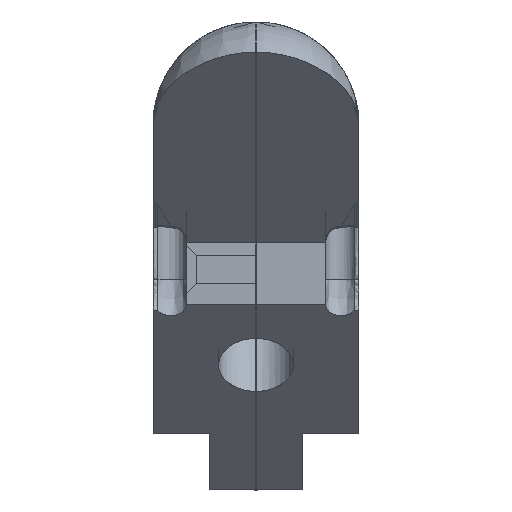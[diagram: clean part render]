
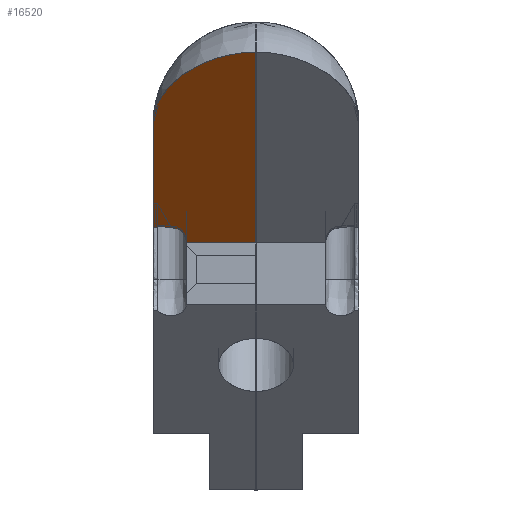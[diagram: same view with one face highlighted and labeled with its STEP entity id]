
A CAD part, front view. The second image highlights one B-rep face of the part: STEP entity #16520.
In plain terms, the highlighted free-form (B-spline) face has degree [1, 1] with [2, 2] control points.
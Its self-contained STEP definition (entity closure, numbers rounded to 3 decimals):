
#1696=FACE_OUTER_BOUND('',#2406,.T.);
#2406=EDGE_LOOP('',(#14013,#14014,#14015,#14016,#14017,#14018,#14019,#14020));
#4263=B_SPLINE_CURVE_WITH_KNOTS('',1,(#45680,#45681),.UNSPECIFIED.,.F.,
 .F.,(2,2),(0.579,0.984),.UNSPECIFIED.);
#4264=B_SPLINE_CURVE_WITH_KNOTS('',3,(#45683,#45684,#45685,#45686,#45687,
#45688,#45689,#45690,#45691,#45692,#45693,#45694,#45695),.UNSPECIFIED.,
 .F.,.F.,(4,3,3,3,4),(0.,0.535,1.07,1.4,
1.731),.UNSPECIFIED.);
#4265=B_SPLINE_CURVE_WITH_KNOTS('',1,(#45697,#45698),.UNSPECIFIED.,.F.,
 .F.,(2,2),(-0.83,-0.614),.UNSPECIFIED.);
#4266=B_SPLINE_CURVE_WITH_KNOTS('',3,(#45700,#45701,#45702,#45703,#45704,
#45705,#45706),.UNSPECIFIED.,.F.,.F.,(4,3,4),(-0.039,-0.019,
0.),.UNSPECIFIED.);
#4267=B_SPLINE_CURVE_WITH_KNOTS('',3,(#45708,#45709,#45710,#45711,#45712,
#45713,#45714),.UNSPECIFIED.,.F.,.F.,(4,3,4),(0.,0.018,0.037),
 .UNSPECIFIED.);
#4268=B_SPLINE_CURVE_WITH_KNOTS('',3,(#45716,#45717,#45718,#45719,#45720,
#45721,#45722,#45723,#45724,#45725,#45726,#45727,#45728,#45729,#45730,#45731,
#45732,#45733,#45734,#45735,#45736,#45737),.UNSPECIFIED.,.F.,.F.,(4,3,3,
3,3,3,3,4),(0.,0.017,0.035,0.052,
0.069,0.087,0.105,0.141),
 .UNSPECIFIED.);
#4269=B_SPLINE_CURVE_WITH_KNOTS('',3,(#45739,#45740,#45741,#45742,#45743,
#45744,#45745,#45746,#45747,#45748),.UNSPECIFIED.,.F.,.F.,(4,3,3,4),(0.,
0.079,0.159,0.324),.UNSPECIFIED.);
#4270=B_SPLINE_CURVE_WITH_KNOTS('',1,(#45749,#45750),.UNSPECIFIED.,.F.,
 .F.,(2,2),(0.226,0.409),.UNSPECIFIED.);
#7381=VERTEX_POINT('',#45678);
#7382=VERTEX_POINT('',#45679);
#7383=VERTEX_POINT('',#45682);
#7384=VERTEX_POINT('',#45696);
#7385=VERTEX_POINT('',#45699);
#7386=VERTEX_POINT('',#45707);
#7387=VERTEX_POINT('',#45715);
#7388=VERTEX_POINT('',#45738);
#10689=EDGE_CURVE('',#7381,#7382,#4263,.T.);
#10690=EDGE_CURVE('',#7382,#7383,#4264,.T.);
#10691=EDGE_CURVE('',#7383,#7384,#4265,.T.);
#10692=EDGE_CURVE('',#7384,#7385,#4266,.T.);
#10693=EDGE_CURVE('',#7385,#7386,#4267,.T.);
#10694=EDGE_CURVE('',#7386,#7387,#4268,.T.);
#10695=EDGE_CURVE('',#7387,#7388,#4269,.T.);
#10696=EDGE_CURVE('',#7388,#7381,#4270,.T.);
#14013=ORIENTED_EDGE('',*,*,#10689,.T.);
#14014=ORIENTED_EDGE('',*,*,#10690,.T.);
#14015=ORIENTED_EDGE('',*,*,#10691,.T.);
#14016=ORIENTED_EDGE('',*,*,#10692,.T.);
#14017=ORIENTED_EDGE('',*,*,#10693,.T.);
#14018=ORIENTED_EDGE('',*,*,#10694,.T.);
#14019=ORIENTED_EDGE('',*,*,#10695,.T.);
#14020=ORIENTED_EDGE('',*,*,#10696,.T.);
#15906=B_SPLINE_SURFACE_WITH_KNOTS('',1,1,((#45674,#45675),(#45676,#45677)),
 .UNSPECIFIED.,.F.,.F.,.F.,(2,2),(2,2),(0.,1.),(-0.781,0.),
 .UNSPECIFIED.);
#16520=ADVANCED_FACE('',(#1696),#15906,.T.);
#45674=CARTESIAN_POINT('Ctrl Pts',(54.348,-579.269,-60.498));
#45675=CARTESIAN_POINT('Ctrl Pts',(22.718,-579.269,-60.498));
#45676=CARTESIAN_POINT('Ctrl Pts',(54.348,-629.599,-10.169));
#45677=CARTESIAN_POINT('Ctrl Pts',(22.718,-629.599,-10.169));
#45678=CARTESIAN_POINT('',(39.284,-608.418,-31.35));
#45679=CARTESIAN_POINT('',(39.284,-628.806,-10.962));
#45680=CARTESIAN_POINT('Ctrl Pts',(39.284,-608.418,-31.35));
#45681=CARTESIAN_POINT('Ctrl Pts',(39.284,-628.806,-10.962));
#45682=CARTESIAN_POINT('',(28.284,-621.034,-18.734));
#45683=CARTESIAN_POINT('Ctrl Pts',(39.284,-628.806,-10.962));
#45684=CARTESIAN_POINT('Ctrl Pts',(37.584,-628.806,-10.962));
#45685=CARTESIAN_POINT('Ctrl Pts',(35.842,-628.487,-11.281));
#45686=CARTESIAN_POINT('Ctrl Pts',(34.218,-627.856,-11.912));
#45687=CARTESIAN_POINT('Ctrl Pts',(32.844,-627.322,-12.446));
#45688=CARTESIAN_POINT('Ctrl Pts',(31.426,-626.514,-13.253));
#45689=CARTESIAN_POINT('Ctrl Pts',(30.284,-625.387,-14.381));
#45690=CARTESIAN_POINT('Ctrl Pts',(29.706,-624.816,-14.952));
#45691=CARTESIAN_POINT('Ctrl Pts',(29.169,-624.132,-15.636));
#45692=CARTESIAN_POINT('Ctrl Pts',(28.796,-623.325,-16.443));
#45693=CARTESIAN_POINT('Ctrl Pts',(28.469,-622.62,-17.148));
#45694=CARTESIAN_POINT('Ctrl Pts',(28.284,-621.854,-17.914));
#45695=CARTESIAN_POINT('Ctrl Pts',(28.284,-621.034,-18.734));
#45696=CARTESIAN_POINT('',(28.284,-610.189,-29.579));
#45697=CARTESIAN_POINT('Ctrl Pts',(28.284,-621.034,-18.734));
#45698=CARTESIAN_POINT('Ctrl Pts',(28.284,-610.189,-29.579));
#45699=CARTESIAN_POINT('',(28.51,-610.028,-29.74));
#45700=CARTESIAN_POINT('Ctrl Pts',(28.284,-610.189,-29.579));
#45701=CARTESIAN_POINT('Ctrl Pts',(28.284,-610.138,-29.63));
#45702=CARTESIAN_POINT('Ctrl Pts',(28.309,-610.091,-29.677));
#45703=CARTESIAN_POINT('Ctrl Pts',(28.343,-610.063,-29.705));
#45704=CARTESIAN_POINT('Ctrl Pts',(28.391,-610.023,-29.745));
#45705=CARTESIAN_POINT('Ctrl Pts',(28.456,-610.02,-29.748));
#45706=CARTESIAN_POINT('Ctrl Pts',(28.51,-610.028,-29.74));
#45707=CARTESIAN_POINT('',(28.777,-610.189,-29.579));
#45708=CARTESIAN_POINT('Ctrl Pts',(28.51,-610.028,-29.74));
#45709=CARTESIAN_POINT('Ctrl Pts',(28.563,-610.036,-29.732));
#45710=CARTESIAN_POINT('Ctrl Pts',(28.622,-610.058,-29.71));
#45711=CARTESIAN_POINT('Ctrl Pts',(28.669,-610.087,-29.681));
#45712=CARTESIAN_POINT('Ctrl Pts',(28.715,-610.116,-29.652));
#45713=CARTESIAN_POINT('Ctrl Pts',(28.742,-610.145,-29.623));
#45714=CARTESIAN_POINT('Ctrl Pts',(28.777,-610.189,-29.579));
#45715=CARTESIAN_POINT('',(30.176,-610.082,-29.686));
#45716=CARTESIAN_POINT('Ctrl Pts',(28.777,-610.189,-29.579));
#45717=CARTESIAN_POINT('Ctrl Pts',(28.835,-610.184,-29.584));
#45718=CARTESIAN_POINT('Ctrl Pts',(28.892,-610.179,-29.589));
#45719=CARTESIAN_POINT('Ctrl Pts',(28.95,-610.174,-29.594));
#45720=CARTESIAN_POINT('Ctrl Pts',(29.001,-610.17,-29.598));
#45721=CARTESIAN_POINT('Ctrl Pts',(29.071,-610.164,-29.604));
#45722=CARTESIAN_POINT('Ctrl Pts',(29.122,-610.16,-29.608));
#45723=CARTESIAN_POINT('Ctrl Pts',(29.18,-610.155,-29.613));
#45724=CARTESIAN_POINT('Ctrl Pts',(29.236,-610.151,-29.617));
#45725=CARTESIAN_POINT('Ctrl Pts',(29.294,-610.146,-29.622));
#45726=CARTESIAN_POINT('Ctrl Pts',(29.361,-610.141,-29.627));
#45727=CARTESIAN_POINT('Ctrl Pts',(29.398,-610.138,-29.63));
#45728=CARTESIAN_POINT('Ctrl Pts',(29.465,-610.132,-29.636));
#45729=CARTESIAN_POINT('Ctrl Pts',(29.533,-610.127,-29.641));
#45730=CARTESIAN_POINT('Ctrl Pts',(29.574,-610.124,-29.644));
#45731=CARTESIAN_POINT('Ctrl Pts',(29.642,-610.118,-29.649));
#45732=CARTESIAN_POINT('Ctrl Pts',(29.706,-610.113,-29.655));
#45733=CARTESIAN_POINT('Ctrl Pts',(29.755,-610.109,-29.659));
#45734=CARTESIAN_POINT('Ctrl Pts',(29.819,-610.104,-29.664));
#45735=CARTESIAN_POINT('Ctrl Pts',(29.855,-610.102,-29.666));
#45736=CARTESIAN_POINT('Ctrl Pts',(30.139,-610.081,-29.687));
#45737=CARTESIAN_POINT('Ctrl Pts',(30.176,-610.082,-29.686));
#45738=CARTESIAN_POINT('',(31.859,-608.418,-31.35));
#45739=CARTESIAN_POINT('Ctrl Pts',(30.176,-610.082,-29.686));
#45740=CARTESIAN_POINT('Ctrl Pts',(30.423,-610.086,-29.682));
#45741=CARTESIAN_POINT('Ctrl Pts',(30.674,-610.032,-29.735));
#45742=CARTESIAN_POINT('Ctrl Pts',(30.905,-609.923,-29.845));
#45743=CARTESIAN_POINT('Ctrl Pts',(31.103,-609.83,-29.938));
#45744=CARTESIAN_POINT('Ctrl Pts',(31.287,-609.696,-30.072));
#45745=CARTESIAN_POINT('Ctrl Pts',(31.443,-609.519,-30.249));
#45746=CARTESIAN_POINT('Ctrl Pts',(31.695,-609.233,-30.535));
#45747=CARTESIAN_POINT('Ctrl Pts',(31.86,-608.849,-30.919));
#45748=CARTESIAN_POINT('Ctrl Pts',(31.859,-608.418,-31.35));
#45749=CARTESIAN_POINT('Ctrl Pts',(31.859,-608.418,-31.35));
#45750=CARTESIAN_POINT('Ctrl Pts',(39.284,-608.418,-31.35));
